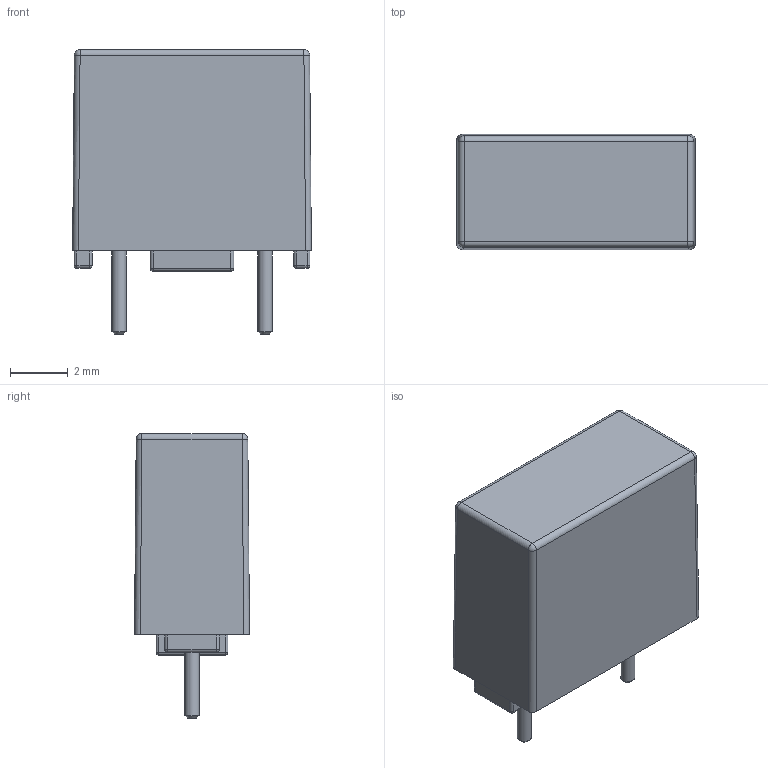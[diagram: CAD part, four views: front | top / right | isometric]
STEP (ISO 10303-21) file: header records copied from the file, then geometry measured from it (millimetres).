
FILE_DESCRIPTION(('FreeCAD Model'),'2;1');
FILE_NAME('Open CASCADE Shape Model','2022-08-30T11:12:41',( 'kicad StepUp'),('ksu MCAD'),'Open CASCADE STEP processor 7.6', 'FreeCAD','Unknown');
FILE_SCHEMA(('AUTOMOTIVE_DESIGN { 1 0 10303 214 1 1 1 1 }'));
Length unit declared in the file: millimetre
Products named in the file (1): fuse3d
Bounding box: 8.3 x 4 x 9.9 mm (x, y, z)
Volume: 225.1 mm3; surface area: 421 mm2
Topology: 1 solids, 1 shells, 86 faces, 200 edges, 106 vertices
Faces by surface type: cylinder 30, plane 26, sphere 16, bspline 12, cone 2
Full cylindrical faces by diameter (mm): 0.5 x2
Entity records: 2725 total; most frequent: CARTESIAN_POINT 677, DIRECTION 388, ORIENTED_EDGE 368, EDGE_CURVE 184, AXIS2_PLACEMENT_3D 149, VERTEX_POINT 106, FACE_BOUND 92, EDGE_LOOP 92
